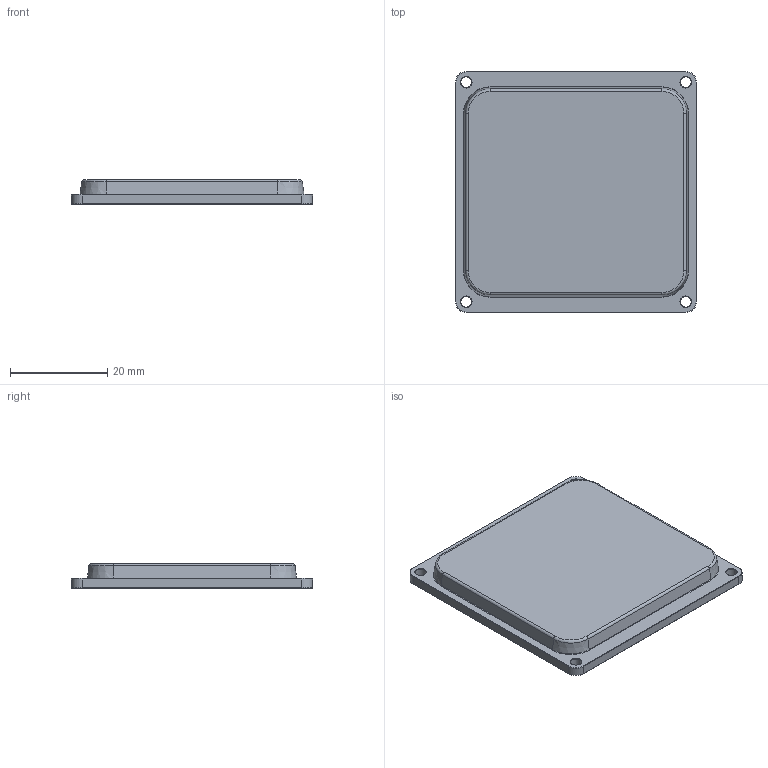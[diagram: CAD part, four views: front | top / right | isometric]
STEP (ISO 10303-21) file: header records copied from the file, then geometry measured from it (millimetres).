
FILE_DESCRIPTION(/* description */ (''),/* implementation_level */ '2;1');
FILE_NAME(/* name */ 'TPS-tapcover.step',/* time_stamp */ '2025-11-03T01:59:38+08:00',/* author */ (''),/* organization */ (''),/* preprocessor_version */ 'ST-DEVELOPER v20.1',/* originating_system */ 'Autodesk Translation Framework v14.4.0.0',/* authorisation */ '');
FILE_SCHEMA (('AUTOMOTIVE_DESIGN { 1 0 10303 214 3 1 1 }'));
Length unit declared in the file: millimetre
Products named in the file (1): cover
Bounding box: 49.51 x 49.51 x 5 mm (x, y, z)
Volume: 3521.6 mm3; surface area: 6242.6 mm2
Topology: 1 solids, 1 shells, 88 faces, 196 edges, 112 vertices
Faces by surface type: cone 24, cylinder 24, plane 24, torus 16
Full cylindrical faces by diameter (mm): 2.2 x4
Entity records: 2464 total; most frequent: DIRECTION 470, CARTESIAN_POINT 397, ORIENTED_EDGE 392, EDGE_CURVE 196, AXIS2_PLACEMENT_3D 185, VERTEX_POINT 112, LINE 100, VECTOR 100
